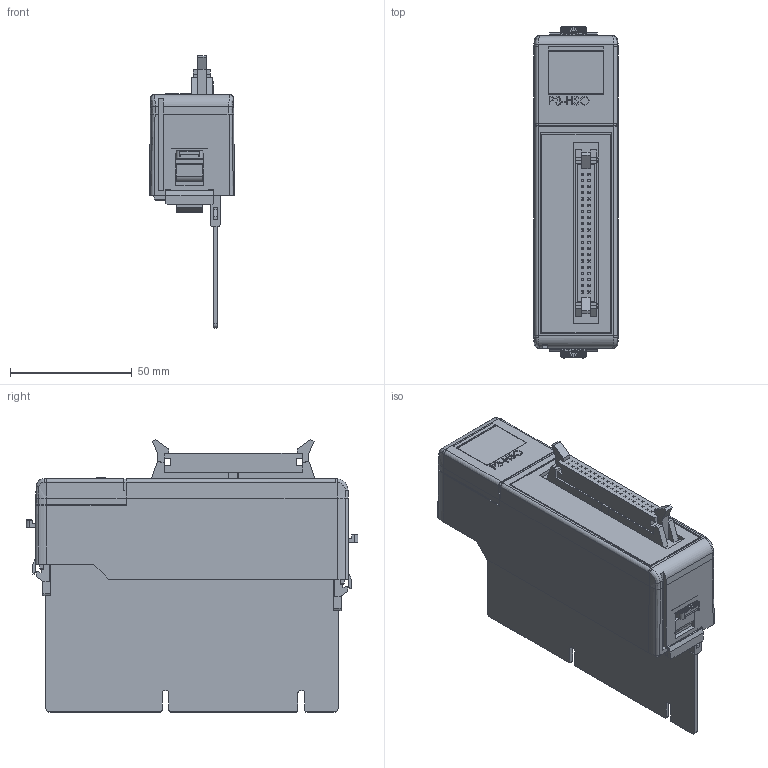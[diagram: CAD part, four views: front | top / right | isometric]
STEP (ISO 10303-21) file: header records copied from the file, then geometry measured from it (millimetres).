
FILE_DESCRIPTION (( 'STEP AP214' ), '1' );
FILE_NAME ('P3-HSO.STEP', '2013-02-13T16:06:21', ( '.adc' ), ( '' ), 'SwSTEP 2.0', 'SolidWorks 2012', '' );
FILE_SCHEMA (( 'AUTOMOTIVE_DESIGN' ));
Length unit declared in the file: inch
Products named in the file (1): P3-HSO
Bounding box: 34.8 x 136.08 x 111.89 mm (x, y, z)
Volume: 190472.1 mm3; surface area: 44270.1 mm2
Topology: 1 solids, 4 shells, 1496 faces, 4054 edges, 2690 vertices
Faces by surface type: plane 1371, bspline 61, cylinder 52, cone 10, torus 2
Entity records: 68625 total; most frequent: CARTESIAN_POINT 11903, ORIENTED_EDGE 8108, DIRECTION 6842, EDGE_CURVE 4054, LINE 3754, VECTOR 3754, VERTEX_POINT 2690, EDGE_LOOP 1630
